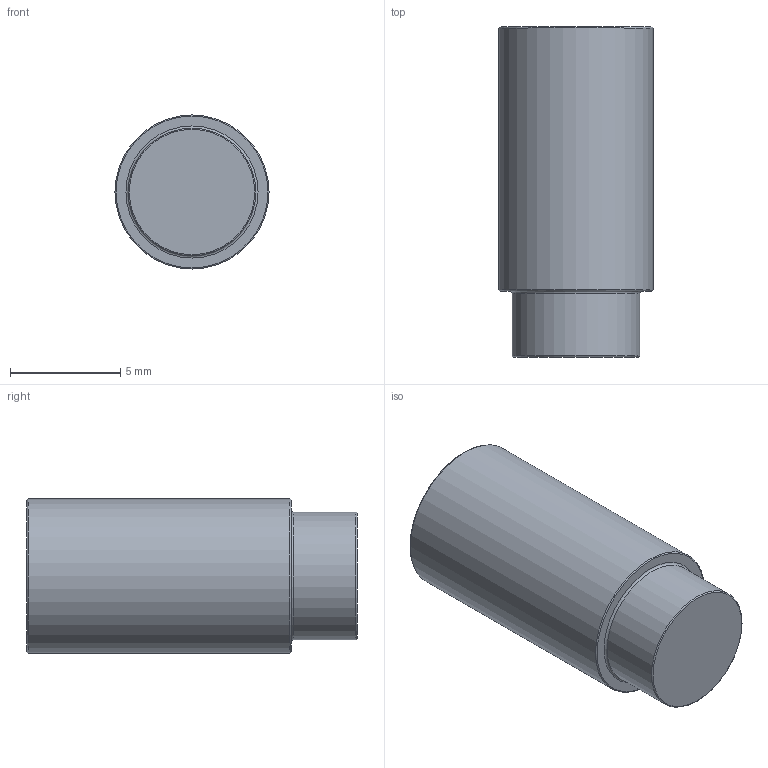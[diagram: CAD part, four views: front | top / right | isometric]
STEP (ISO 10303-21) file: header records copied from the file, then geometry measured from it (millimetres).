
FILE_DESCRIPTION(('HOOPS Exchange Step'),'2;1');
FILE_NAME('temp_export','2022-12-07T16:28:15-06:00',('jonat'),('Shapr3D Limited'),'HOOPS Exchange 2022.0','Shapr3D','Authorized');
FILE_SCHEMA( ('AUTOMOTIVE_DESIGN { 1 0 10303 214 1 1 1 1 }') );
Length unit declared in the file: millimetre
Products named in the file (1): Tool #1
Bounding box: 7 x 15 x 7 mm (x, y, z)
Volume: 541.1 mm3; surface area: 393.4 mm2
Topology: 1 solids, 1 shells, 9 faces, 16 edges, 10 vertices
Faces by surface type: torus 4, plane 3, cylinder 2
Full cylindrical faces by diameter (mm): 5.8 x1, 7 x1
Entity records: 252 total; most frequent: DIRECTION 50, CARTESIAN_POINT 36, ORIENTED_EDGE 32, AXIS2_PLACEMENT_3D 24, EDGE_CURVE 16, CIRCLE 14, VERTEX_POINT 10, EDGE_LOOP 10
